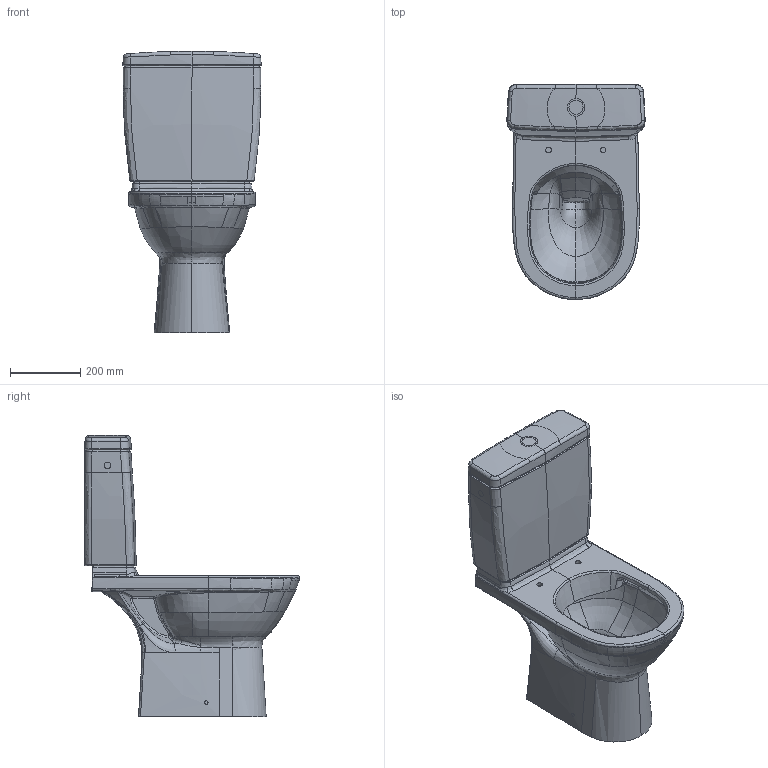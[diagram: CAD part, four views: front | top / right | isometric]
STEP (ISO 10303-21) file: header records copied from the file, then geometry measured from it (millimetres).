
FILE_DESCRIPTION(/* description */ (''),/* implementation_level */ '2;1');
FILE_NAME(/* name */ '5689R0_O.Novo_STWC_Kombi_DirectFlush.stp',/* time_stamp */ '2019-02-12T09:59:32+01:00',/* author */ (''),/* organization */ (''),/* preprocessor_version */ 'ST-DEVELOPER v16',/* originating_system */ 'SIEMENS PLM Software NX 10.0',/* authorisation */ '');
FILE_SCHEMA (('AUTOMOTIVE_DESIGN { 1 0 10303 214 3 1 1 1 }'));
Products named in the file (1): math1C541D01svgk
Bounding box: 393.21 x 611.01 x 798.59 mm (x, y, z)
Volume: 40382934.8 mm3; surface area: 1559711.7 mm2
Topology: 2 solids, 2 shells, 545 faces, 1411 edges, 851 vertices
Faces by surface type: bspline 453, plane 50, cylinder 34, sphere 8
Full cylindrical faces by diameter (mm): 16 x2
Entity records: 70493 total; most frequent: CARTESIAN_POINT 61539, ORIENTED_EDGE 2748, EDGE_CURVE 1374, B_SPLINE_CURVE_WITH_KNOTS 1084, VERTEX_POINT 849, EDGE_LOOP 561, ADVANCED_FACE 545, FACE_OUTER_BOUND 532
